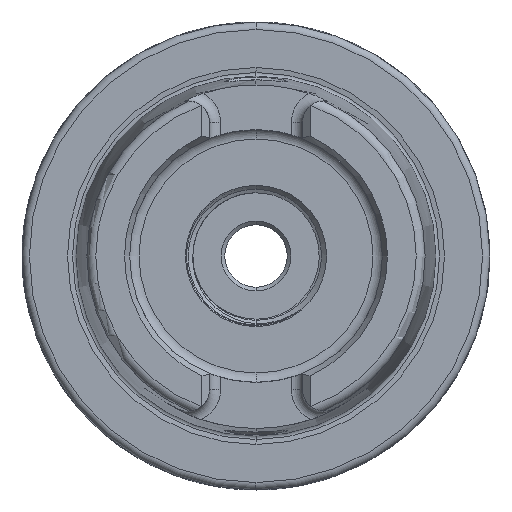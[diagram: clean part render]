
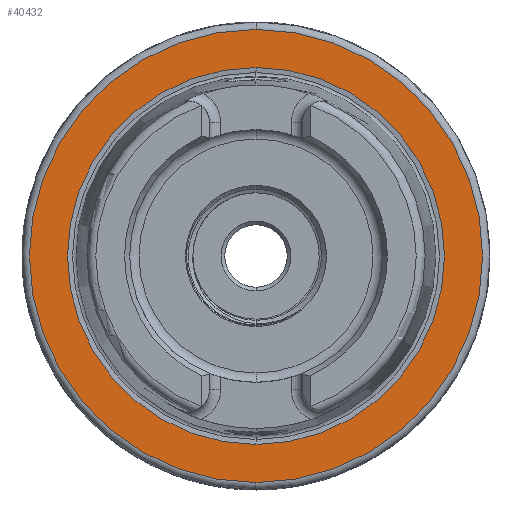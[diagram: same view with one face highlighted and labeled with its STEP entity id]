
A CAD part, left-side view. The second image highlights one B-rep face of the part: STEP entity #40432.
In plain terms, the highlighted planar face has unit normal (-1, 0, 0).
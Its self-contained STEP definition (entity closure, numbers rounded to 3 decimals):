
#76 = EDGE_CURVE ( 'NONE', #44011, #43989, #6531, .T. ) ;
#86 = EDGE_CURVE ( 'NONE', #44027, #44026, #6561, .T. ) ;
#799 = EDGE_CURVE ( 'NONE', #43989, #44011, #7451, .T. ) ;
#840 = EDGE_CURVE ( 'NONE', #44026, #44027, #7466, .T. ) ;
#990 = ORIENTED_EDGE ( 'NONE', *, *, #86, .T. ) ;
#994 = ORIENTED_EDGE ( 'NONE', *, *, #76, .T. ) ;
#1535 = ORIENTED_EDGE ( 'NONE', *, *, #799, .T. ) ;
#1676 = ORIENTED_EDGE ( 'NONE', *, *, #840, .T. ) ;
#5781 = AXIS2_PLACEMENT_3D ( 'NONE', #9743, #9744, #9766 ) ;
#5787 = AXIS2_PLACEMENT_3D ( 'NONE', #9763, #9751, #9780 ) ;
#6103 = AXIS2_PLACEMENT_3D ( 'NONE', #12215, #12230, #12233 ) ;
#6104 = AXIS2_PLACEMENT_3D ( 'NONE', #12425, #12442, #12400 ) ;
#6531 = CIRCLE ( 'NONE', #5781, 25.369 ) ;
#6561 = CIRCLE ( 'NONE', #5787, 30.5 ) ;
#7451 = CIRCLE ( 'NONE', #6103, 25.369 ) ;
#7466 = CIRCLE ( 'NONE', #6104, 30.5 ) ;
#9743 = CARTESIAN_POINT ( 'NONE',  ( 0., 0., 0. ) ) ;
#9744 = DIRECTION ( 'NONE',  ( 1., 0., 0. ) ) ;
#9751 = DIRECTION ( 'NONE',  ( -1., 0., 0. ) ) ;
#9763 = CARTESIAN_POINT ( 'NONE',  ( 0., 0., 0. ) ) ;
#9766 = DIRECTION ( 'NONE',  ( 0., 0., -1. ) ) ;
#9780 = DIRECTION ( 'NONE',  ( 0., 0., 1. ) ) ;
#12215 = CARTESIAN_POINT ( 'NONE',  ( 0., 0., 0. ) ) ;
#12230 = DIRECTION ( 'NONE',  ( 1., 0., 0. ) ) ;
#12233 = DIRECTION ( 'NONE',  ( 0., 0., -1. ) ) ;
#12400 = DIRECTION ( 'NONE',  ( 0., 0., 1. ) ) ;
#12425 = CARTESIAN_POINT ( 'NONE',  ( 0., 0., 0. ) ) ;
#12442 = DIRECTION ( 'NONE',  ( -1., 0., 0. ) ) ;
#20435 = AXIS2_PLACEMENT_3D ( 'NONE', #23924, #23912, #23934 ) ;
#22768 = FACE_BOUND ( 'NONE', #44838, .T. ) ;
#22797 = FACE_OUTER_BOUND ( 'NONE', #44813, .T. ) ;
#23912 = DIRECTION ( 'NONE',  ( -1., 0., 0. ) ) ;
#23924 = CARTESIAN_POINT ( 'NONE',  ( 0., 25.369, 0. ) ) ;
#23934 = DIRECTION ( 'NONE',  ( 0., 0., 1. ) ) ;
#23937 = PLANE ( 'NONE',  #20435 ) ;
#37919 = CARTESIAN_POINT ( 'NONE',  ( 0., 0., 25.369 ) ) ;
#37963 = CARTESIAN_POINT ( 'NONE',  ( 0., 0., -25.369 ) ) ;
#37975 = CARTESIAN_POINT ( 'NONE',  ( 0., 0., 30.5 ) ) ;
#38027 = CARTESIAN_POINT ( 'NONE',  ( 0., 0., -30.5 ) ) ;
#40432 = ADVANCED_FACE ( 'NONE', ( #22797, #22768 ), #23937, .T. ) ;
#43989 = VERTEX_POINT ( 'NONE', #37919 ) ;
#44011 = VERTEX_POINT ( 'NONE', #37963 ) ;
#44026 = VERTEX_POINT ( 'NONE', #37975 ) ;
#44027 = VERTEX_POINT ( 'NONE', #38027 ) ;
#44813 = EDGE_LOOP ( 'NONE', ( #1676, #990 ) ) ;
#44838 = EDGE_LOOP ( 'NONE', ( #1535, #994 ) ) ;
